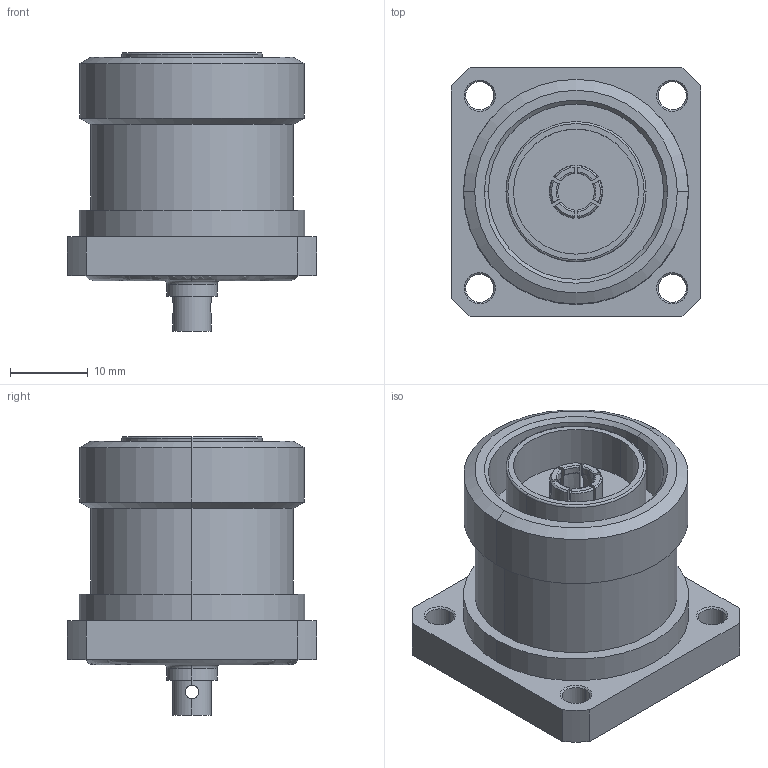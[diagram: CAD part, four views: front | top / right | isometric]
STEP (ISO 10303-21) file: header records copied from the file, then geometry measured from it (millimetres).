
FILE_DESCRIPTION (( 'STEP AP214' ), '1' );
FILE_NAME ('J01121D0044.STEP', '2014-02-17T08:55:03', ( 'Wartung1' ), ( '' ), 'SwSTEP 2.0', 'SolidWorks 2013', '' );
FILE_SCHEMA (( 'AUTOMOTIVE_DESIGN' ));
Length unit declared in the file: millimetre
Products named in the file (1): J01121D0044
Bounding box: 32 x 32 x 35.75 mm (x, y, z)
Volume: 16477.9 mm3; surface area: 7474.6 mm2
Topology: 2 solids, 2 shells, 145 faces, 349 edges, 219 vertices
Faces by surface type: cylinder 52, cone 43, plane 35, torus 11, bspline 4
Entity records: 6130 total; most frequent: CARTESIAN_POINT 1154, DIRECTION 705, ORIENTED_EDGE 698, EDGE_CURVE 349, AXIS2_PLACEMENT_3D 288, VERTEX_POINT 219, EDGE_LOOP 170, UNCERTAINTY_MEASURE_WITH_UNIT 147
